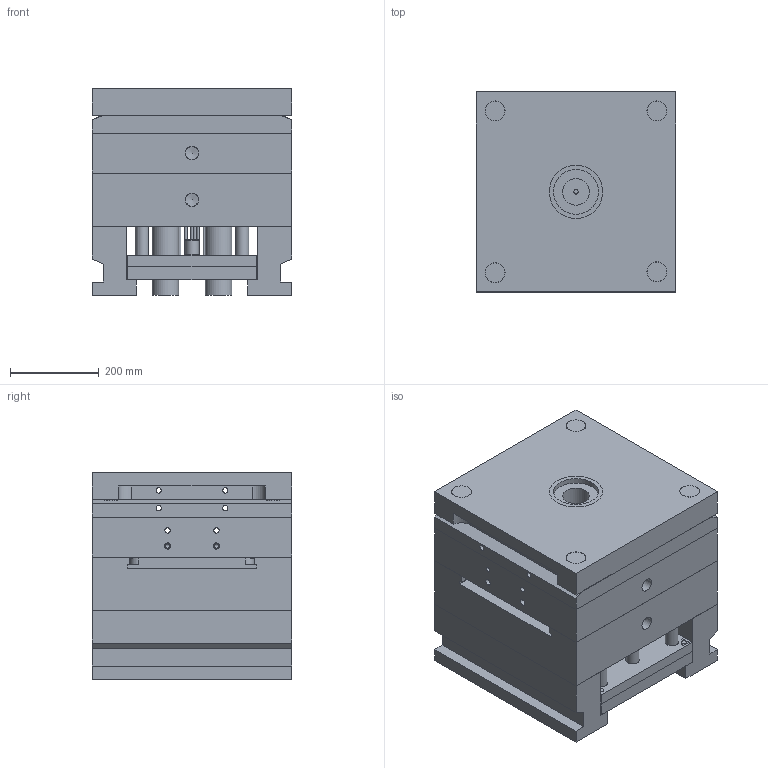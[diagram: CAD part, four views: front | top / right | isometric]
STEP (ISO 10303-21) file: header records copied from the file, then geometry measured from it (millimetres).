
FILE_DESCRIPTION(/* description */ (''),/* implementation_level */ '2;1');
FILE_NAME(/* name */ '001.stp',/* time_stamp */ '2018-04-08T14:53:11+08:00',/* author */ (''),/* organization */ (''),/* preprocessor_version */ 'ST-DEVELOPER v11',/* originating_system */ 'SIEMENS PLM Software NX 7.5',/* authorisation */ '');
FILE_SCHEMA (('AUTOMOTIVE_DESIGN { 1 0 10303 214 1 1 1 1 }'));
Products named in the file (1): 001
Bounding box: 450 x 450 x 465.2 mm (x, y, z)
Volume: 79249699.9 mm3; surface area: 5600864.8 mm2
Topology: 100 solids, 100 shells, 2346 faces, 5385 edges, 3492 vertices
Faces by surface type: plane 961, cylinder 665, cone 317, torus 299, bspline 104
Full cylindrical faces by diameter (mm): 6 x33, 6.7 x4, 7 x17, 8 x27, 8.5 x18, 10 x48, 11 x27, 12 x22, 13 x6, 14 x12, 15 x10, 16 x28, 18 x22, 20 x8, 21 x4, 24 x6, 25 x12, 26 x18, 29 x4, 30 x22, 32 x4, 35 x6, 36 x4, 40 x48, 44 x4, 45 x4, 50 x4, 55 x24, 60 x13, 60.3 x1
Entity records: 65780 total; most frequent: CARTESIAN_POINT 15462, DIRECTION 10776, ORIENTED_EDGE 8656, AXIS2_PLACEMENT_3D 4508, EDGE_CURVE 4328, EDGE_LOOP 3609, VERTEX_POINT 3141, ADVANCED_FACE 2344
